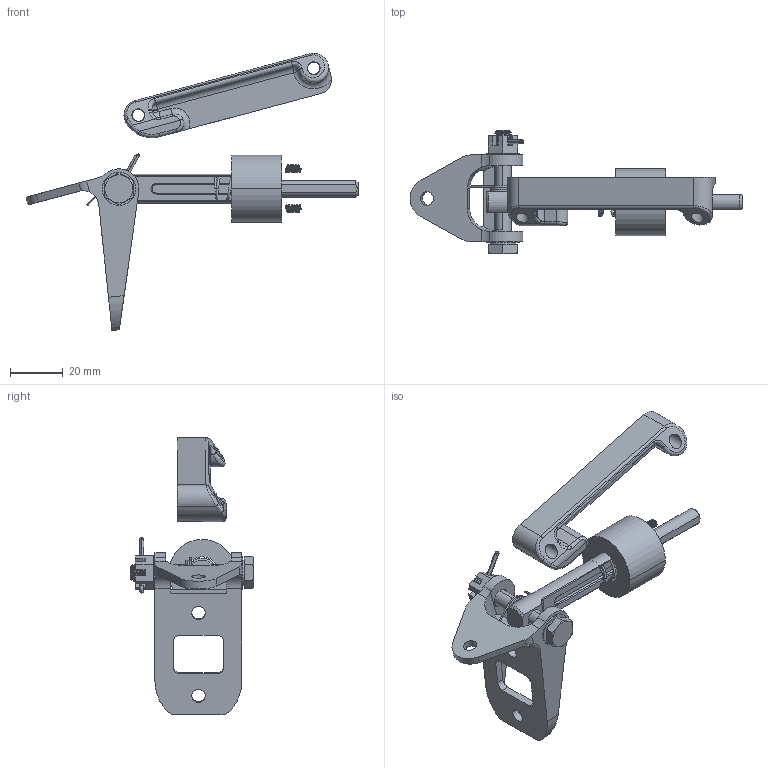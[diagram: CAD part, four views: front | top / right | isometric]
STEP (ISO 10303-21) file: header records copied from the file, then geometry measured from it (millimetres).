
FILE_DESCRIPTION(/* description */ (''),/* implementation_level */ '2;1');
FILE_NAME(/* name */ 'simplifiedFinalStep_holddown.stp',/* time_stamp */ '2021-09-20T15:00:51+02:00',/* author */ (''),/* organization */ (''),/* preprocessor_version */ 'ST-DEVELOPER v16.7',/* originating_system */ 'SIEMENS PLM Software NX 12.0',/* authorisation */ '');
FILE_SCHEMA (('AUTOMOTIVE_DESIGN { 1 0 10303 214 3 1 1 1 }'));
Products named in the file (17): 36000GS_id86_x_t; 36000GS_id82_x_t; 200-107543-09_id62_x_t; 98400A360_id54_x_t; 200-107545-09_id50_x_t; U0500-0750-60A_id46_x_t; NAS1149D0416K_id42_x_t; NAS1149D0416K_id38_x_t; NAS6404U21D_id34_x_t; 9657K682_id30_x_t; 9271K579-01_id26_x_t; 200-107546-09_id22_x_t; MS21209F1-20_id18_x_t; MS21209-F1-20_id14_x_t; MS21225-4_id10_x_t; MS24665-191_id6_x_t; 200-107568-102_full_assembly_3-2-2021_x_t
Assembly tree (16 placements, depth 2):
  200-107568-102_full_assembly_3-2-2021_x_t
    MS24665-191_id6_x_t
    MS21225-4_id10_x_t
    MS21209-F1-20_id14_x_t
    MS21209F1-20_id18_x_t
    200-107546-09_id22_x_t
    9271K579-01_id26_x_t
    9657K682_id30_x_t
    NAS6404U21D_id34_x_t
    NAS1149D0416K_id38_x_t
    NAS1149D0416K_id42_x_t
    U0500-0750-60A_id46_x_t
    200-107545-09_id50_x_t
    98400A360_id54_x_t
    200-107543-09_id62_x_t
    36000GS_id82_x_t
    36000GS_id86_x_t
Bounding box: 126.11 x 46.72 x 105.25 mm (x, y, z)
Volume: 31383.7 mm3; surface area: 22149.1 mm2
Topology: 16 solids, 16 shells, 420 faces, 1020 edges, 636 vertices
Faces by surface type: cylinder 126, plane 121, bspline 96, cone 44, torus 26, sphere 7
Entity records: 44529 total; most frequent: CARTESIAN_POINT 35036, ORIENTED_EDGE 2040, DIRECTION 1622, EDGE_CURVE 1020, VERTEX_POINT 636, AXIS2_PLACEMENT_3D 634, EDGE_LOOP 454, ADVANCED_FACE 420
